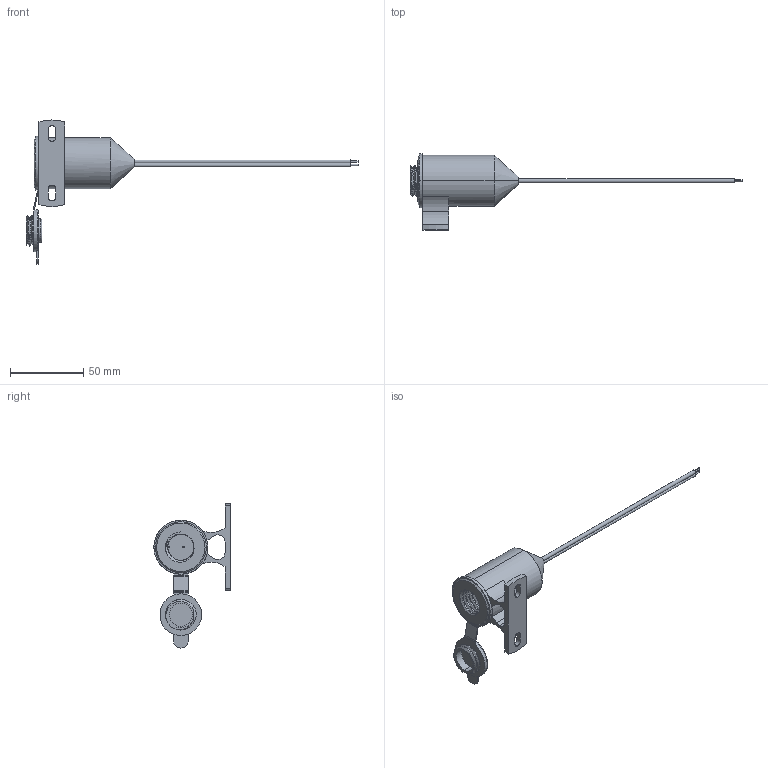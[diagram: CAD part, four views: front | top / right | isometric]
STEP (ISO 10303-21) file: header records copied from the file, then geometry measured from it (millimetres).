
FILE_DESCRIPTION (( 'STEP AP214' ), '1' );
FILE_NAME ('AS212G.STEP', '2022-12-30T15:22:19', ( '' ), ( '' ), 'SwSTEP 2.0', 'SolidWorks 2021', '' );
FILE_SCHEMA (( 'AUTOMOTIVE_DESIGN' ));
Length unit declared in the file: millimetre
Products named in the file (1): AS212G
Bounding box: 226.7 x 52 x 98.36 mm (x, y, z)
Volume: 54534.7 mm3; surface area: 21190 mm2
Topology: 5 solids, 5 shells, 134 faces, 340 edges, 225 vertices
Faces by surface type: cylinder 77, plane 43, bspline 6, torus 4, cone 4
Entity records: 9175 total; most frequent: CARTESIAN_POINT 6010, ORIENTED_EDGE 680, DIRECTION 621, EDGE_CURVE 340, AXIS2_PLACEMENT_3D 239, VERTEX_POINT 225, EDGE_LOOP 149, LINE 143
